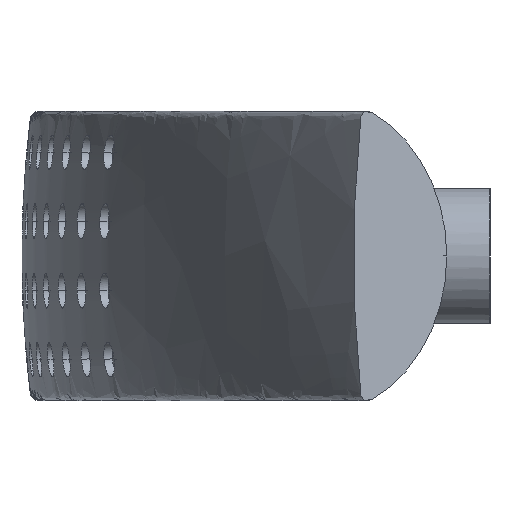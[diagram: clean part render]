
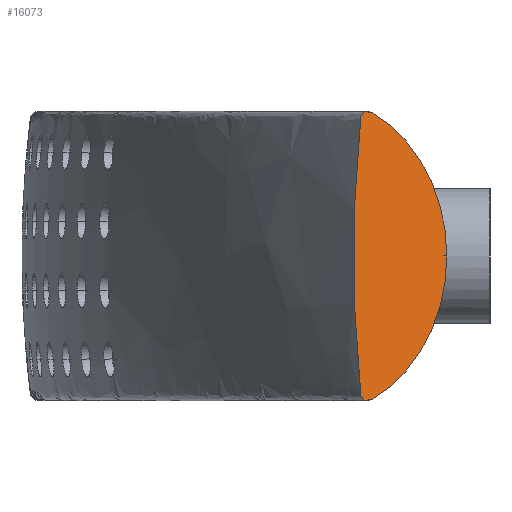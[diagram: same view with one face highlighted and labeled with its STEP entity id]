
A CAD part, left-side view. The second image highlights one B-rep face of the part: STEP entity #16073.
In plain terms, the highlighted planar face has unit normal (-0.827, -0.562, 0).
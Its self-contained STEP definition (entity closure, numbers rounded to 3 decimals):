
#1449 = DIRECTION ( 'NONE',  ( 0., 0., -1. ) ) ;
#1856 = EDGE_CURVE ( 'NONE', #8377, #6305, #18104, .T. ) ;
#2140 = DIRECTION ( 'NONE',  ( 0., 0., -1. ) ) ;
#2207 = PLANE ( 'NONE',  #15524 ) ;
#2761 = CARTESIAN_POINT ( 'NONE',  ( -61.688, 7.041, -7.85 ) ) ;
#3007 = ORIENTED_EDGE ( 'NONE', *, *, #18379, .F. ) ;
#3547 = DIRECTION ( 'NONE',  ( 0., 0., -1. ) ) ;
#3568 = CIRCLE ( 'NONE', #16638, 0.5 ) ;
#3590 = ORIENTED_EDGE ( 'NONE', *, *, #13598, .F. ) ;
#3866 = DIRECTION ( 'NONE',  ( 0.827, 0.562, 0. ) ) ;
#4190 = ORIENTED_EDGE ( 'NONE', *, *, #1856, .F. ) ;
#5284 = VERTEX_POINT ( 'NONE', #8369 ) ;
#6185 = AXIS2_PLACEMENT_3D ( 'NONE', #9777, #3866, #2140 ) ;
#6305 = VERTEX_POINT ( 'NONE', #10018 ) ;
#6399 = DIRECTION ( 'NONE',  ( 0.827, 0.562, 0. ) ) ;
#7320 = VERTEX_POINT ( 'NONE', #13130 ) ;
#7618 = EDGE_LOOP ( 'NONE', ( #10165, #3590, #4190, #3007, #14955 ) ) ;
#8218 = CARTESIAN_POINT ( 'NONE',  ( -62.717, 8.555, 3.925 ) ) ;
#8369 = CARTESIAN_POINT ( 'NONE',  ( -58.599, 2.49, 0. ) ) ;
#8377 = VERTEX_POINT ( 'NONE', #8561 ) ;
#8561 = CARTESIAN_POINT ( 'NONE',  ( -61.56, 6.852, -8.295 ) ) ;
#9455 = FACE_OUTER_BOUND ( 'NONE', #7618, .T. ) ;
#9513 = CIRCLE ( 'NONE', #6185, 9.162 ) ;
#9777 = CARTESIAN_POINT ( 'NONE',  ( -63.745, 10.07, 0. ) ) ;
#10018 = CARTESIAN_POINT ( 'NONE',  ( -61.967, 7.451, -7.913 ) ) ;
#10102 = DIRECTION ( 'NONE',  ( 0., 0., -1. ) ) ;
#10165 = ORIENTED_EDGE ( 'NONE', *, *, #11633, .F. ) ;
#10412 = DIRECTION ( 'NONE',  ( 0., 0., -1. ) ) ;
#10502 = CARTESIAN_POINT ( 'NONE',  ( -27.22, -43.738, 0. ) ) ;
#11490 = AXIS2_PLACEMENT_3D ( 'NONE', #10502, #13448, #10412 ) ;
#11526 = DIRECTION ( 'NONE',  ( 0.827, 0.562, 0. ) ) ;
#11633 = EDGE_CURVE ( 'NONE', #7320, #17011, #3568, .T. ) ;
#12197 = DIRECTION ( 'NONE',  ( 0., 0., -1. ) ) ;
#12340 = AXIS2_PLACEMENT_3D ( 'NONE', #2761, #11526, #10102 ) ;
#13130 = CARTESIAN_POINT ( 'NONE',  ( -61.967, 7.451, 7.913 ) ) ;
#13308 = CIRCLE ( 'NONE', #11490, 62.372 ) ;
#13448 = DIRECTION ( 'NONE',  ( 0.827, 0.562, 0. ) ) ;
#13534 = CARTESIAN_POINT ( 'NONE',  ( -63.745, 10.07, 0. ) ) ;
#13598 = EDGE_CURVE ( 'NONE', #6305, #7320, #13308, .T. ) ;
#14422 = CARTESIAN_POINT ( 'NONE',  ( -61.56, 6.852, 8.295 ) ) ;
#14871 = CARTESIAN_POINT ( 'NONE',  ( -61.688, 7.041, 7.85 ) ) ;
#14955 = ORIENTED_EDGE ( 'NONE', *, *, #18752, .F. ) ;
#15524 = AXIS2_PLACEMENT_3D ( 'NONE', #8218, #18012, #3547 ) ;
#16073 = ADVANCED_FACE ( 'NONE', ( #9455 ), #2207, .F. ) ;
#16203 = AXIS2_PLACEMENT_3D ( 'NONE', #13534, #6399, #12197 ) ;
#16638 = AXIS2_PLACEMENT_3D ( 'NONE', #14871, #17726, #1449 ) ;
#17011 = VERTEX_POINT ( 'NONE', #14422 ) ;
#17723 = CIRCLE ( 'NONE', #16203, 9.162 ) ;
#17726 = DIRECTION ( 'NONE',  ( 0.827, 0.562, 0. ) ) ;
#18012 = DIRECTION ( 'NONE',  ( 0.827, 0.562, 0. ) ) ;
#18104 = CIRCLE ( 'NONE', #12340, 0.5 ) ;
#18379 = EDGE_CURVE ( 'NONE', #5284, #8377, #17723, .T. ) ;
#18752 = EDGE_CURVE ( 'NONE', #17011, #5284, #9513, .T. ) ;
